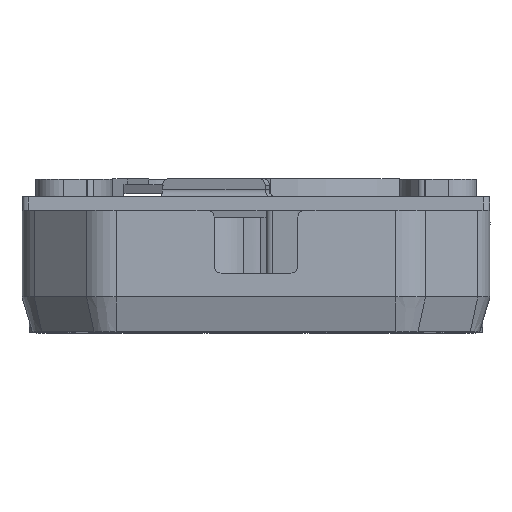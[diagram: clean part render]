
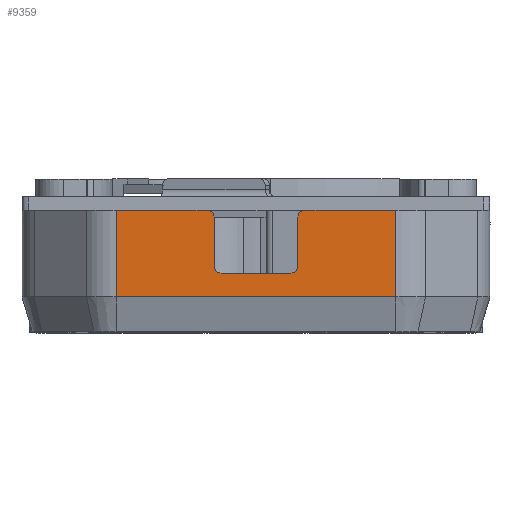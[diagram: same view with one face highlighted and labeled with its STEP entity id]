
A CAD part, top view. The second image highlights one B-rep face of the part: STEP entity #9359.
In plain terms, the highlighted planar face has unit normal (0, 0, 1).
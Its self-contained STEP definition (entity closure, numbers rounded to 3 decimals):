
#481=CIRCLE('',#10027,1.);
#482=CIRCLE('',#10028,1.);
#483=CIRCLE('',#10029,1.);
#484=CIRCLE('',#10030,1.);
#879=FACE_OUTER_BOUND('',#1409,.T.);
#1409=EDGE_LOOP('',(#6633,#6634,#6635,#6636,#6637,#6638,#6639,#6640,#6641,
#6642,#6643,#6644));
#2035=LINE('',#14290,#2982);
#2069=LINE('',#14389,#3016);
#2070=LINE('',#14393,#3017);
#2071=LINE('',#14395,#3018);
#2072=LINE('',#14399,#3019);
#2073=LINE('',#14403,#3020);
#2074=LINE('',#14407,#3021);
#2075=LINE('',#14410,#3022);
#2982=VECTOR('',#11316,10.);
#3016=VECTOR('',#11422,10.);
#3017=VECTOR('',#11427,10.);
#3018=VECTOR('',#11428,10.);
#3019=VECTOR('',#11431,10.);
#3020=VECTOR('',#11434,10.);
#3021=VECTOR('',#11437,10.);
#3022=VECTOR('',#11440,10.);
#3990=VERTEX_POINT('',#14286);
#3991=VERTEX_POINT('',#14288);
#4020=VERTEX_POINT('',#14388);
#4021=VERTEX_POINT('',#14392);
#4022=VERTEX_POINT('',#14394);
#4023=VERTEX_POINT('',#14396);
#4024=VERTEX_POINT('',#14398);
#4025=VERTEX_POINT('',#14400);
#4026=VERTEX_POINT('',#14402);
#4027=VERTEX_POINT('',#14404);
#4028=VERTEX_POINT('',#14406);
#4029=VERTEX_POINT('',#14408);
#4986=EDGE_CURVE('',#3991,#3990,#2035,.T.);
#5035=EDGE_CURVE('',#3990,#4020,#2069,.T.);
#5037=EDGE_CURVE('',#4021,#3991,#2070,.T.);
#5038=EDGE_CURVE('',#4022,#4021,#2071,.T.);
#5039=EDGE_CURVE('',#4023,#4022,#481,.T.);
#5040=EDGE_CURVE('',#4023,#4024,#2072,.T.);
#5041=EDGE_CURVE('',#4025,#4024,#482,.T.);
#5042=EDGE_CURVE('',#4025,#4026,#2073,.T.);
#5043=EDGE_CURVE('',#4027,#4026,#483,.T.);
#5044=EDGE_CURVE('',#4027,#4028,#2074,.T.);
#5045=EDGE_CURVE('',#4029,#4028,#484,.T.);
#5046=EDGE_CURVE('',#4020,#4029,#2075,.T.);
#6633=ORIENTED_EDGE('',*,*,#4986,.F.);
#6634=ORIENTED_EDGE('',*,*,#5037,.F.);
#6635=ORIENTED_EDGE('',*,*,#5038,.F.);
#6636=ORIENTED_EDGE('',*,*,#5039,.F.);
#6637=ORIENTED_EDGE('',*,*,#5040,.T.);
#6638=ORIENTED_EDGE('',*,*,#5041,.F.);
#6639=ORIENTED_EDGE('',*,*,#5042,.T.);
#6640=ORIENTED_EDGE('',*,*,#5043,.F.);
#6641=ORIENTED_EDGE('',*,*,#5044,.T.);
#6642=ORIENTED_EDGE('',*,*,#5045,.F.);
#6643=ORIENTED_EDGE('',*,*,#5046,.F.);
#6644=ORIENTED_EDGE('',*,*,#5035,.F.);
#9035=PLANE('',#10026);
#9359=ADVANCED_FACE('',(#879),#9035,.T.);
#10026=AXIS2_PLACEMENT_3D('',#14391,#11425,#11426);
#10027=AXIS2_PLACEMENT_3D('',#14397,#11429,#11430);
#10028=AXIS2_PLACEMENT_3D('',#14401,#11432,#11433);
#10029=AXIS2_PLACEMENT_3D('',#14405,#11435,#11436);
#10030=AXIS2_PLACEMENT_3D('',#14409,#11438,#11439);
#11316=DIRECTION('',(-1.,0.,0.));
#11422=DIRECTION('',(0.,1.,0.));
#11425=DIRECTION('center_axis',(0.,0.,
1.));
#11426=DIRECTION('ref_axis',(1.,0.,0.));
#11427=DIRECTION('',(0.,-1.,0.));
#11428=DIRECTION('',(1.,0.,0.));
#11429=DIRECTION('center_axis',(0.,0.,
-1.));
#11430=DIRECTION('ref_axis',(-0.707,0.707,0.));
#11431=DIRECTION('',(0.,-1.,0.));
#11432=DIRECTION('center_axis',(0.,0.,
1.));
#11433=DIRECTION('ref_axis',(0.707,-0.707,0.));
#11434=DIRECTION('',(-1.,0.,0.));
#11435=DIRECTION('center_axis',(0.,0.,
1.));
#11436=DIRECTION('ref_axis',(-0.707,-0.707,0.));
#11437=DIRECTION('',(0.,1.,0.));
#11438=DIRECTION('center_axis',(0.,0.,
-1.));
#11439=DIRECTION('ref_axis',(0.707,0.707,0.));
#11440=DIRECTION('',(1.,0.,0.));
#14286=CARTESIAN_POINT('',(-20.015,-17.,83.333));
#14288=CARTESIAN_POINT('',(20.015,-17.,83.333));
#14290=CARTESIAN_POINT('',(-11.25,-17.,83.333));
#14388=CARTESIAN_POINT('',(-20.015,-4.6,83.333));
#14389=CARTESIAN_POINT('',(-20.015,-22.,83.333));
#14391=CARTESIAN_POINT('Origin',(-22.5,-22.,83.333));
#14392=CARTESIAN_POINT('',(20.015,-4.6,83.333));
#14393=CARTESIAN_POINT('',(20.015,-22.,83.333));
#14394=CARTESIAN_POINT('',(7.,-4.6,83.333));
#14395=CARTESIAN_POINT('',(22.5,-4.6,83.333));
#14396=CARTESIAN_POINT('',(6.,-5.6,83.333));
#14397=CARTESIAN_POINT('Origin',(7.,-5.6,83.333));
#14398=CARTESIAN_POINT('',(6.,-12.6,83.333));
#14399=CARTESIAN_POINT('',(6.,-13.3,83.333));
#14400=CARTESIAN_POINT('',(5.,-13.6,83.333));
#14401=CARTESIAN_POINT('Origin',(5.,-12.6,83.333));
#14402=CARTESIAN_POINT('',(-5.,-13.6,83.333));
#14403=CARTESIAN_POINT('',(-11.25,-13.6,83.333));
#14404=CARTESIAN_POINT('',(-6.,-12.6,83.333));
#14405=CARTESIAN_POINT('Origin',(-5.,-12.6,83.333));
#14406=CARTESIAN_POINT('',(-6.,-5.6,83.333));
#14407=CARTESIAN_POINT('',(-6.,-13.3,83.333));
#14408=CARTESIAN_POINT('',(-7.,-4.6,83.333));
#14409=CARTESIAN_POINT('Origin',(-7.,-5.6,83.333));
#14410=CARTESIAN_POINT('',(22.5,-4.6,83.333));
